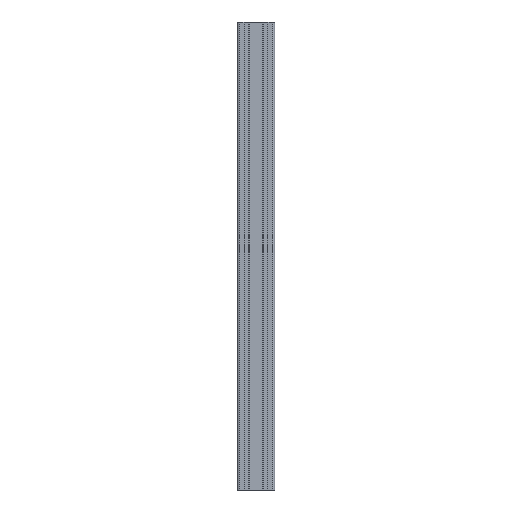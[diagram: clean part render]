
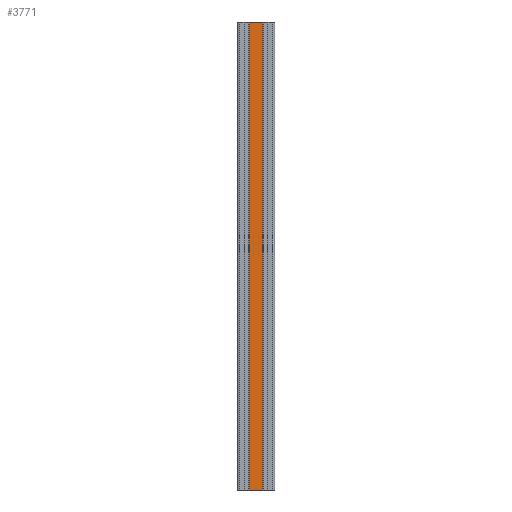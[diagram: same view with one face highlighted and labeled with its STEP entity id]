
A CAD part, front view. The second image highlights one B-rep face of the part: STEP entity #3771.
In plain terms, the highlighted planar face has unit normal (0, -1, 0).
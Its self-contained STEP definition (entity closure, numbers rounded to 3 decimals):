
#437 = CARTESIAN_POINT ( 'NONE',  ( 34.6, -60., 1000. ) ) ;
#880 = PLANE ( 'NONE',  #5982 ) ;
#939 = FACE_OUTER_BOUND ( 'NONE', #3181, .T. ) ;
#1816 = ORIENTED_EDGE ( 'NONE', *, *, #5842, .F. ) ;
#2337 = CARTESIAN_POINT ( 'NONE',  ( 5.4, -60., 1000. ) ) ;
#3181 = EDGE_LOOP ( 'NONE', ( #8434, #1816, #11983, #5592 ) ) ;
#3506 = VECTOR ( 'NONE', #12366, 1000. ) ;
#3656 = VECTOR ( 'NONE', #5321, 1000. ) ;
#3771 = ADVANCED_FACE ( 'NONE', ( #939 ), #880, .T. ) ;
#3791 = LINE ( 'NONE', #10610, #11438 ) ;
#3925 = VERTEX_POINT ( 'NONE', #6891 ) ;
#4315 = CARTESIAN_POINT ( 'NONE',  ( 5.4, -60., 1000. ) ) ;
#4492 = LINE ( 'NONE', #2337, #3656 ) ;
#4591 = CARTESIAN_POINT ( 'NONE',  ( 0., -60., 0. ) ) ;
#4836 = CARTESIAN_POINT ( 'NONE',  ( 0., -60., 1000. ) ) ;
#5307 = VERTEX_POINT ( 'NONE', #437 ) ;
#5321 = DIRECTION ( 'NONE',  ( 0., 0., -1. ) ) ;
#5542 = DIRECTION ( 'NONE',  ( -1., 0., 0. ) ) ;
#5592 = ORIENTED_EDGE ( 'NONE', *, *, #7385, .T. ) ;
#5646 = DIRECTION ( 'NONE',  ( 0., 0., -1. ) ) ;
#5842 = EDGE_CURVE ( 'NONE', #5307, #11372, #3791, .T. ) ;
#5982 = AXIS2_PLACEMENT_3D ( 'NONE', #4836, #12559, #8726 ) ;
#6207 = VECTOR ( 'NONE', #5542, 1000. ) ;
#6891 = CARTESIAN_POINT ( 'NONE',  ( 5.4, -60., 0. ) ) ;
#7385 = EDGE_CURVE ( 'NONE', #10725, #3925, #4492, .T. ) ;
#8434 = ORIENTED_EDGE ( 'NONE', *, *, #9988, .F. ) ;
#8473 = LINE ( 'NONE', #11410, #3506 ) ;
#8726 = DIRECTION ( 'NONE',  ( 1., 0., 0. ) ) ;
#9988 = EDGE_CURVE ( 'NONE', #11372, #3925, #12501, .T. ) ;
#10610 = CARTESIAN_POINT ( 'NONE',  ( 34.6, -60., 1000. ) ) ;
#10725 = VERTEX_POINT ( 'NONE', #4315 ) ;
#11372 = VERTEX_POINT ( 'NONE', #11735 ) ;
#11410 = CARTESIAN_POINT ( 'NONE',  ( 0., -60., 1000. ) ) ;
#11438 = VECTOR ( 'NONE', #5646, 1000. ) ;
#11735 = CARTESIAN_POINT ( 'NONE',  ( 34.6, -60., 0. ) ) ;
#11983 = ORIENTED_EDGE ( 'NONE', *, *, #12623, .T. ) ;
#12366 = DIRECTION ( 'NONE',  ( -1., 0., 0. ) ) ;
#12501 = LINE ( 'NONE', #4591, #6207 ) ;
#12559 = DIRECTION ( 'NONE',  ( 0., -1., 0. ) ) ;
#12623 = EDGE_CURVE ( 'NONE', #5307, #10725, #8473, .T. ) ;
